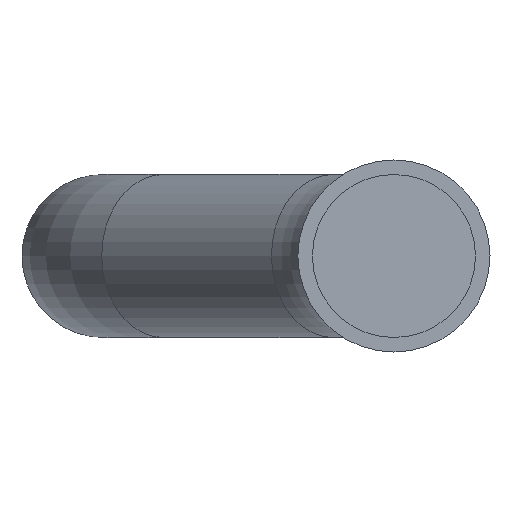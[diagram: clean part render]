
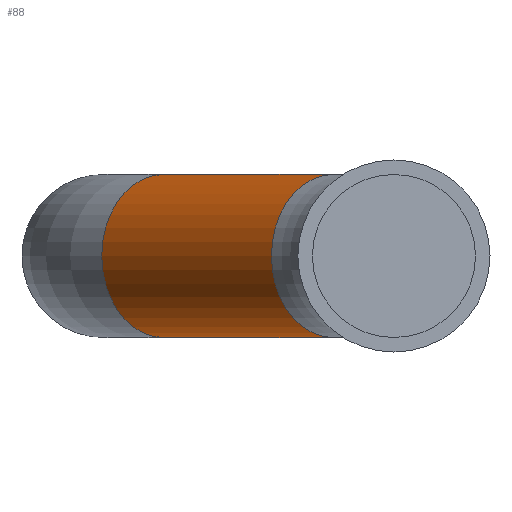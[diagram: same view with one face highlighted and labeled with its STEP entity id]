
A CAD part, front view. The second image highlights one B-rep face of the part: STEP entity #88.
In plain terms, the highlighted cylindrical face has radius 14 mm (diameter 28 mm), a full revolution.
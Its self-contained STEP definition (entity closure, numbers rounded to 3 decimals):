
#88 = ADVANCED_FACE( '', ( #198, #199 ), #200, .T. );
#198 = FACE_OUTER_BOUND( '', #330, .T. );
#199 = FACE_OUTER_BOUND( '', #331, .T. );
#200 = CYLINDRICAL_SURFACE( '', #332, 14. );
#330 = EDGE_LOOP( '', ( #488 ) );
#331 = EDGE_LOOP( '', ( #489 ) );
#332 = AXIS2_PLACEMENT_3D( '', #490, #491, #492 );
#488 = ORIENTED_EDGE( '', *, *, #621, .F. );
#489 = ORIENTED_EDGE( '', *, *, #583, .T. );
#490 = CARTESIAN_POINT( '', ( -15.013, -146.545, 0. ) );
#491 = DIRECTION( '', ( 0.653, -0.758, 0. ) );
#492 = DIRECTION( '', ( -0.758, -0.653, 0. ) );
#583 = EDGE_CURVE( '', #645, #645, #646, .T. );
#621 = EDGE_CURVE( '', #705, #705, #706, .T. );
#645 = VERTEX_POINT( '', #737 );
#646 = CIRCLE( '', #738, 14. );
#705 = VERTEX_POINT( '', #797 );
#706 = CIRCLE( '', #798, 14. );
#737 = CARTESIAN_POINT( '', ( -28.97, -108.899, 0. ) );
#738 = AXIS2_PLACEMENT_3D( '', #828, #829, #830 );
#797 = CARTESIAN_POINT( '', ( 0.182, -142.733, 0. ) );
#798 = AXIS2_PLACEMENT_3D( '', #894, #895, #896 );
#828 = CARTESIAN_POINT( '', ( -39.576, -118.038, 0. ) );
#829 = DIRECTION( '', ( 0.653, -0.758, 0. ) );
#830 = DIRECTION( '', ( 0.758, 0.653, 0. ) );
#894 = CARTESIAN_POINT( '', ( -10.424, -151.871, 0. ) );
#895 = DIRECTION( '', ( 0.653, -0.758, 0. ) );
#896 = DIRECTION( '', ( 0.758, 0.653, 0. ) );
